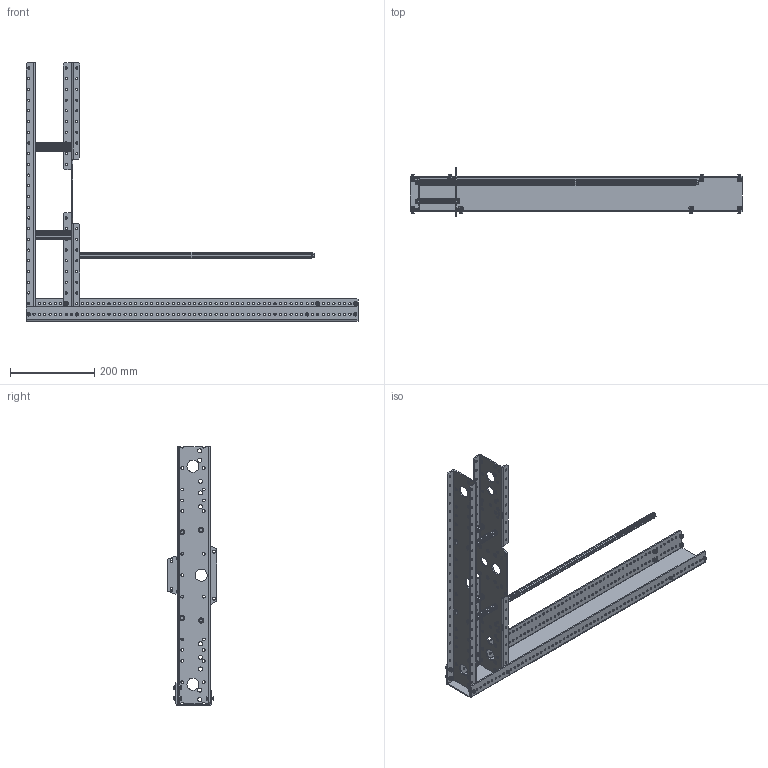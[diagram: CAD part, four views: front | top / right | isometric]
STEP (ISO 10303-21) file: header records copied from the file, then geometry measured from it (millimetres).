
FILE_DESCRIPTION (( 'STEP AP214' ), '1' );
FILE_NAME ('AM14U4 Wide Frame Half.step', '2019-01-04T14:23:31', ( '' ), ( '' ), 'SwSTEP 2.0', 'SolidWorks 2018', '' );
FILE_SCHEMA (( 'AUTOMOTIVE_DESIGN' ));
Length unit declared in the file: inch
Products named in the file (10): am-xxxx AM14U4 Outside Plate Wide_DefaultSM-FLAT-PATTERN; 22.25in Churro; am-xxxx AM14U4 Inside Plate Wide; am-xxxx AM14U4 End Plate; 10-32x0500_shcs_HX-SHCS 0.19-32x1.375x1-C; 3.375in Churro; 10-32 Nylock Nut 1_90631A411; FHTS 0.25-20-0.75_FHTS 0.25-20-G-0.75-C; am-1002 and am-1042 10-32 x 0500 and Nylock Nut Assembly; AM14U4 Wide Frame Half
Assembly tree (31 placements, depth 3):
  AM14U4 Wide Frame Half
    am-xxxx AM14U4 End Plate
    am-xxxx AM14U4 Outside Plate Wide_DefaultSM-FLAT-PATTERN
    am-xxxx AM14U4 Inside Plate Wide
    am-1002 and am-1042 10-32 x 0500 and Nylock Nut Assembly  x12
      10-32x0500_shcs_HX-SHCS 0.19-32x1.375x1-C
      10-32 Nylock Nut 1_90631A411
    FHTS 0.25-20-0.75_FHTS 0.25-20-G-0.75-C  x9
    3.375in Churro  x4
    22.25in Churro
Bounding box: 787.4 x 116.33 x 613.54 mm (x, y, z)
Volume: 896381.4 mm3; surface area: 629650.8 mm2
Topology: 53 solids, 53 shells, 2661 faces, 6520 edges, 4016 vertices
Faces by surface type: cylinder 1308, cone 630, plane 627, torus 96
Entity records: 38792 total; most frequent: CARTESIAN_POINT 7057, DIRECTION 6965, ORIENTED_EDGE 6100, EDGE_CURVE 3050, AXIS2_PLACEMENT_3D 2866, VERTEX_POINT 1990, EDGE_LOOP 1864, CIRCLE 1746
